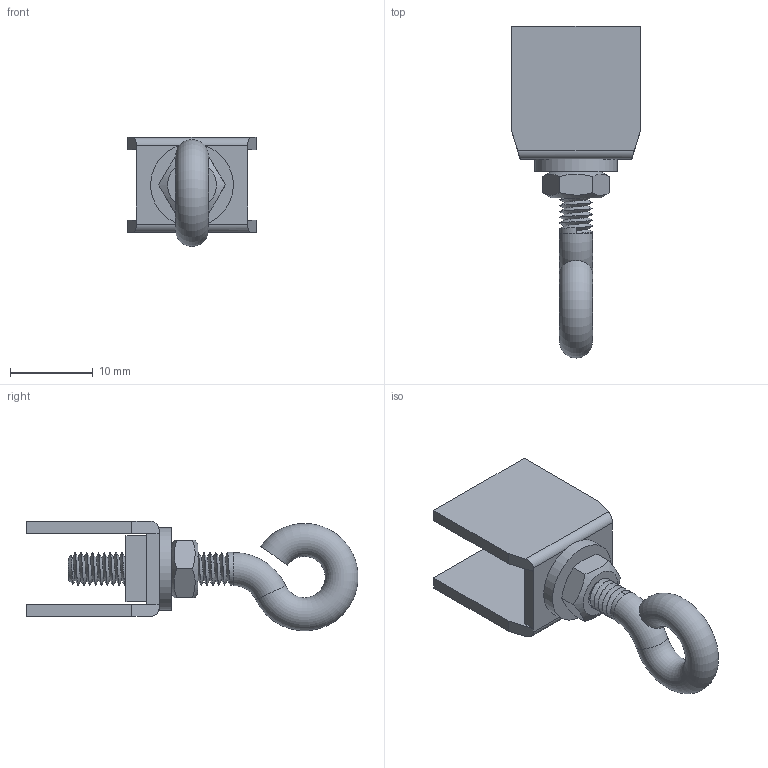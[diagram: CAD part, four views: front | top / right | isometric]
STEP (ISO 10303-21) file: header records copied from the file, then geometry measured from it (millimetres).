
FILE_DESCRIPTION(/* description */ (''),/* implementation_level */ '2;1');
FILE_NAME(/* name */ '99704.stp',/* time_stamp */ '2019-09-09T10:21:42+02:00',/* author */ ('DBARI'),/* organization */ (''),/* preprocessor_version */ 'ST-DEVELOPER v17.2',/* originating_system */ 'Autodesk Inventor 2019',/* authorisation */ '');
FILE_SCHEMA (('AUTOMOTIVE_DESIGN { 1 0 10303 214 3 1 1 }'));
Length unit declared in the file: millimetre
Products named in the file (6): 99704; 9108; 99704 ecrou carre M4; 99704 rondelle; 99704 piton; ISO 4032 - M4
Assembly tree (5 placements, depth 2):
  99704
    9108
    99704 ecrou carre M4
    99704 rondelle
    99704 piton
    ISO 4032 - M4
Bounding box: 15.5 x 40.19 x 13.21 mm (x, y, z)
Volume: 1746.4 mm3; surface area: 2715.2 mm2
Topology: 5 solids, 5 shells, 81 faces, 207 edges, 136 vertices
Faces by surface type: plane 37, cylinder 35, cone 5, bspline 2, torus 2
Full cylindrical faces by diameter (mm): 3.242 x2, 4 x27, 5.3 x1, 5.5 x1, 10 x1
Entity records: 5476 total; most frequent: CARTESIAN_POINT 3361, ORIENTED_EDGE 418, DIRECTION 350, EDGE_CURVE 209, VERTEX_POINT 138, AXIS2_PLACEMENT_3D 122, LINE 106, VECTOR 106
